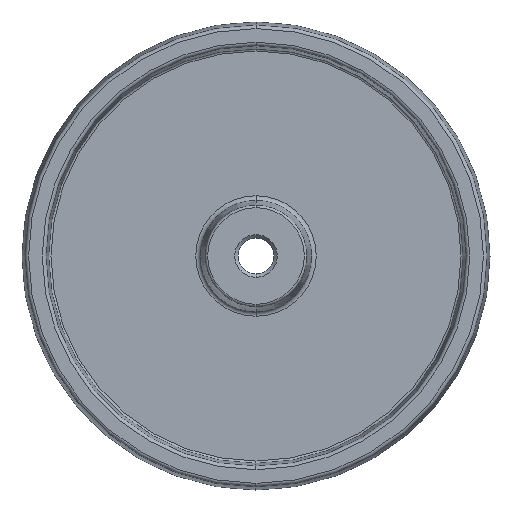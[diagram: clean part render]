
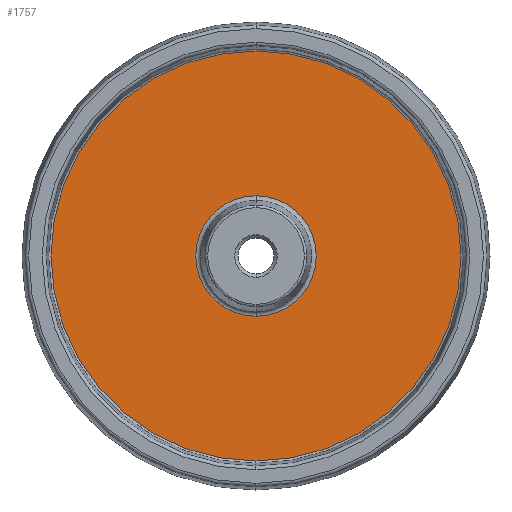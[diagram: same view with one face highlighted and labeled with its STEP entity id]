
A CAD part, left-side view. The second image highlights one B-rep face of the part: STEP entity #1757.
In plain terms, the highlighted planar face has unit normal (-1, 0, 0).
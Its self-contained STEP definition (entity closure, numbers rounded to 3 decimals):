
#66 = EDGE_CURVE ( 'NONE', #104, #542, #1531, .T. ) ;
#104 = VERTEX_POINT ( 'NONE', #1562 ) ;
#129 = EDGE_LOOP ( 'NONE', ( #1017, #519 ) ) ;
#145 = DIRECTION ( 'NONE',  ( 0., 0., 1. ) ) ;
#278 = AXIS2_PLACEMENT_3D ( 'NONE', #1206, #702, #1778 ) ;
#312 = CARTESIAN_POINT ( 'NONE',  ( -7.5, 88.5, 0. ) ) ;
#323 = FACE_OUTER_BOUND ( 'NONE', #129, .T. ) ;
#435 = CIRCLE ( 'NONE', #1437, 87.613 ) ;
#484 = DIRECTION ( 'NONE',  ( -1., 0., 0. ) ) ;
#519 = ORIENTED_EDGE ( 'NONE', *, *, #66, .T. ) ;
#522 = CIRCLE ( 'NONE', #278, 25.735 ) ;
#523 = CIRCLE ( 'NONE', #943, 25.735 ) ;
#542 = VERTEX_POINT ( 'NONE', #1433 ) ;
#544 = DIRECTION ( 'NONE',  ( 1., 0., 0. ) ) ;
#595 = ORIENTED_EDGE ( 'NONE', *, *, #1097, .T. ) ;
#643 = ORIENTED_EDGE ( 'NONE', *, *, #1721, .T. ) ;
#702 = DIRECTION ( 'NONE',  ( 1., 0., 0. ) ) ;
#735 = DIRECTION ( 'NONE',  ( 0., 0., 1. ) ) ;
#737 = CARTESIAN_POINT ( 'NONE',  ( -7.5, 0., 0. ) ) ;
#739 = DIRECTION ( 'NONE',  ( 0., 0., 1. ) ) ;
#790 = CARTESIAN_POINT ( 'NONE',  ( -7.5, 0., 25.735 ) ) ;
#863 = FACE_BOUND ( 'NONE', #1429, .T. ) ;
#867 = DIRECTION ( 'NONE',  ( 0., 0., 1. ) ) ;
#943 = AXIS2_PLACEMENT_3D ( 'NONE', #1493, #544, #145 ) ;
#1017 = ORIENTED_EDGE ( 'NONE', *, *, #1275, .T. ) ;
#1031 = DIRECTION ( 'NONE',  ( -1., 0., 0. ) ) ;
#1066 = VERTEX_POINT ( 'NONE', #790 ) ;
#1097 = EDGE_CURVE ( 'NONE', #1066, #1126, #523, .T. ) ;
#1126 = VERTEX_POINT ( 'NONE', #1784 ) ;
#1206 = CARTESIAN_POINT ( 'NONE',  ( -7.5, 0., 0. ) ) ;
#1267 = PLANE ( 'NONE',  #1604 ) ;
#1275 = EDGE_CURVE ( 'NONE', #542, #104, #435, .T. ) ;
#1305 = AXIS2_PLACEMENT_3D ( 'NONE', #737, #484, #867 ) ;
#1398 = DIRECTION ( 'NONE',  ( -1., 0., 0. ) ) ;
#1416 = CARTESIAN_POINT ( 'NONE',  ( -7.5, 0., 0. ) ) ;
#1429 = EDGE_LOOP ( 'NONE', ( #595, #643 ) ) ;
#1433 = CARTESIAN_POINT ( 'NONE',  ( -7.5, 0., 87.613 ) ) ;
#1437 = AXIS2_PLACEMENT_3D ( 'NONE', #1416, #1398, #739 ) ;
#1493 = CARTESIAN_POINT ( 'NONE',  ( -7.5, 0., 0. ) ) ;
#1531 = CIRCLE ( 'NONE', #1305, 87.613 ) ;
#1562 = CARTESIAN_POINT ( 'NONE',  ( -7.5, 0., -87.613 ) ) ;
#1604 = AXIS2_PLACEMENT_3D ( 'NONE', #312, #1031, #735 ) ;
#1721 = EDGE_CURVE ( 'NONE', #1126, #1066, #522, .T. ) ;
#1757 = ADVANCED_FACE ( 'NONE', ( #863, #323 ), #1267, .T. ) ;
#1778 = DIRECTION ( 'NONE',  ( 0., 0., 1. ) ) ;
#1784 = CARTESIAN_POINT ( 'NONE',  ( -7.5, 0., -25.735 ) ) ;
